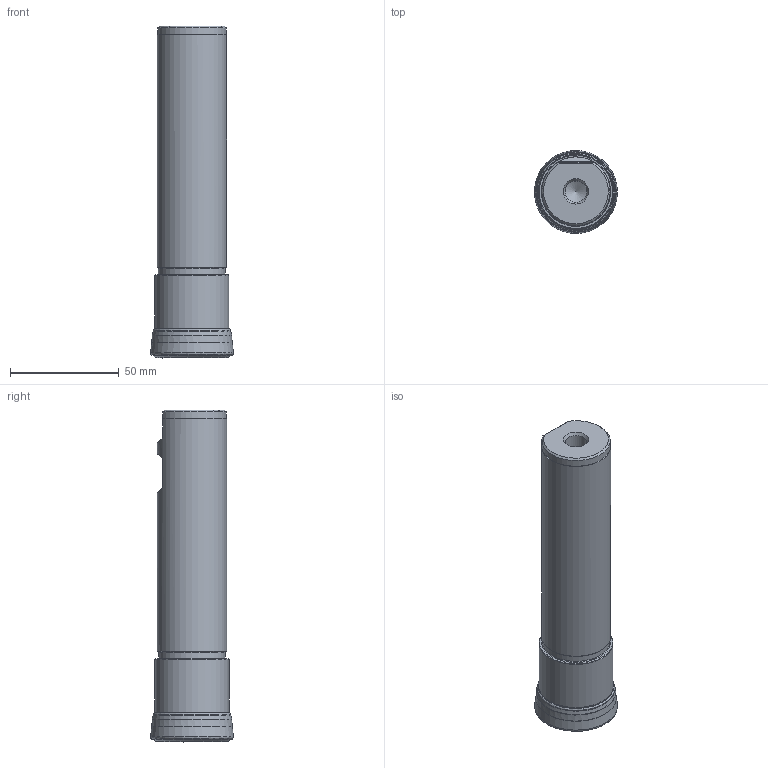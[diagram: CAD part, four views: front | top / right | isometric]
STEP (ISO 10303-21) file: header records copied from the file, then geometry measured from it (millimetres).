
FILE_DESCRIPTION(/* description */ (''),/* implementation_level */ '2;1');
FILE_NAME(/* name */ 'EHF-ENMX09-D150Z4W125-L600I.stp',/* time_stamp */ '2021-10-07T10:07:31+09:00',/* author */ (''),/* organization */ (''),/* preprocessor_version */ 'ST-DEVELOPER v16',/* originating_system */ 'SIEMENS PLM Software NX 10.0',/* authorisation */ '');
FILE_SCHEMA (('AP203_CONFIGURATION_CONTROLLED_3D_DESIGN_OF_MECHANICAL_PARTS_AND_ASSEMBLIES_MIM_LF { 1 0 10303 403 2 1 2}'));
Length unit declared in the file: millimetre
Products named in the file (1): 120185C07CB1h82k
Bounding box: 38.04 x 38.07 x 152.42 mm (x, y, z)
Volume: 115397.9 mm3; surface area: 21487.1 mm2
Topology: 1 solids, 1 shells, 57 faces, 148 edges, 97 vertices
Faces by surface type: revolution 27, plane 12, cylinder 9, cone 5, torus 3, bspline 1
Full cylindrical faces by diameter (mm): 1.5 x1, 10 x1, 30.75 x1, 31.75 x1, 34 x1
Entity records: 1624 total; most frequent: CARTESIAN_POINT 493, DIRECTION 205, ORIENTED_EDGE 148, EDGE_LOOP 101, FACE_BOUND 89, AXIS2_PLACEMENT_3D 79, EDGE_CURVE 74, VERTEX_POINT 64
